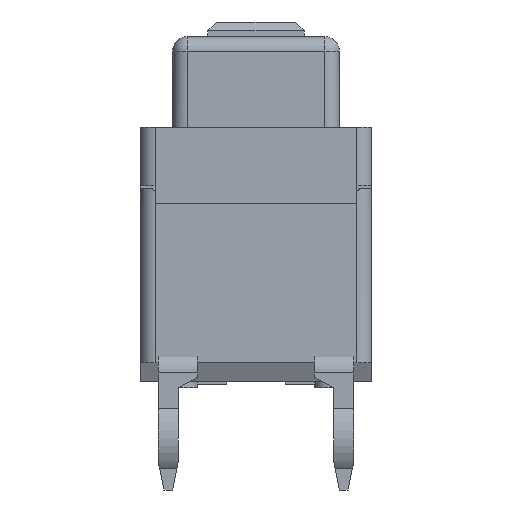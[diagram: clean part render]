
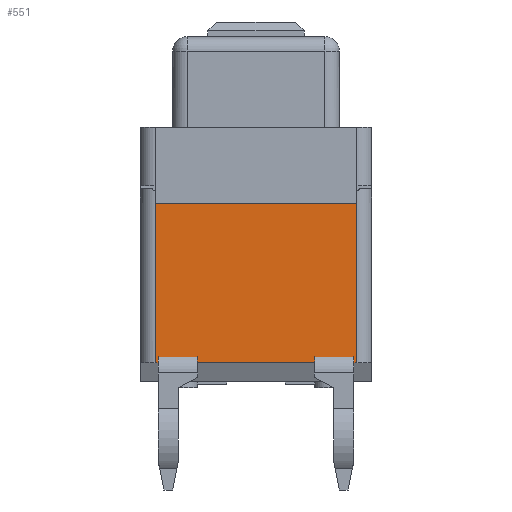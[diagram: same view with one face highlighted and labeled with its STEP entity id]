
A CAD part, left-side view. The second image highlights one B-rep face of the part: STEP entity #551.
In plain terms, the highlighted planar face has unit normal (-1, 0, 0).
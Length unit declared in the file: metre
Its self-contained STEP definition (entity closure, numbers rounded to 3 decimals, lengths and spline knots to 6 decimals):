
#551 = ADVANCED_FACE( '', ( #1350 ), #1351, .F. );
#1350 = FACE_OUTER_BOUND( '', #2423, .T. );
#1351 = PLANE( '', #2424 );
#2423 = EDGE_LOOP( '', ( #4001, #4002, #4003, #4004, #4005, #4006, #4007, #4008, #4009, #4010, #4011, #4012 ) );
#2424 = AXIS2_PLACEMENT_3D( '', #4013, #4014, #4015 );
#4001 = ORIENTED_EDGE( '', *, *, #6881, .F. );
#4002 = ORIENTED_EDGE( '', *, *, #6882, .T. );
#4003 = ORIENTED_EDGE( '', *, *, #6883, .T. );
#4004 = ORIENTED_EDGE( '', *, *, #6884, .F. );
#4005 = ORIENTED_EDGE( '', *, *, #6885, .T. );
#4006 = ORIENTED_EDGE( '', *, *, #6886, .T. );
#4007 = ORIENTED_EDGE( '', *, *, #6887, .T. );
#4008 = ORIENTED_EDGE( '', *, *, #6888, .F. );
#4009 = ORIENTED_EDGE( '', *, *, #6414, .F. );
#4010 = ORIENTED_EDGE( '', *, *, #6889, .T. );
#4011 = ORIENTED_EDGE( '', *, *, #6890, .T. );
#4012 = ORIENTED_EDGE( '', *, *, #6891, .F. );
#4013 = CARTESIAN_POINT( '', ( -0.0039, 0.00395, 0.006259 ) );
#4014 = DIRECTION( '', ( 1., 0., 0. ) );
#4015 = DIRECTION( '', ( 0., 0., 1. ) );
#6414 = EDGE_CURVE( '', #7680, #7682, #7683, .T. );
#6881 = EDGE_CURVE( '', #8495, #8496, #8497, .T. );
#6882 = EDGE_CURVE( '', #8495, #8498, #8499, .T. );
#6883 = EDGE_CURVE( '', #8498, #8500, #8501, .T. );
#6884 = EDGE_CURVE( '', #8502, #8500, #8503, .T. );
#6885 = EDGE_CURVE( '', #8502, #8504, #8505, .T. );
#6886 = EDGE_CURVE( '', #8504, #8506, #8507, .T. );
#6887 = EDGE_CURVE( '', #8506, #8508, #8509, .T. );
#6888 = EDGE_CURVE( '', #7682, #8508, #8510, .T. );
#6889 = EDGE_CURVE( '', #7680, #8511, #8512, .T. );
#6890 = EDGE_CURVE( '', #8511, #8513, #8514, .T. );
#6891 = EDGE_CURVE( '', #8496, #8513, #8515, .T. );
#7680 = VERTEX_POINT( '', #9530 );
#7682 = VERTEX_POINT( '', #9533 );
#7683 = LINE( '', #9534, #9535 );
#8495 = VERTEX_POINT( '', #10689 );
#8496 = VERTEX_POINT( '', #10690 );
#8497 = LINE( '', #10691, #10692 );
#8498 = VERTEX_POINT( '', #10693 );
#8499 = LINE( '', #10694, #10695 );
#8500 = VERTEX_POINT( '', #10696 );
#8501 = LINE( '', #10697, #10698 );
#8502 = VERTEX_POINT( '', #10699 );
#8503 = LINE( '', #10700, #10701 );
#8504 = VERTEX_POINT( '', #10702 );
#8505 = LINE( '', #10703, #10704 );
#8506 = VERTEX_POINT( '', #10705 );
#8507 = LINE( '', #10706, #10707 );
#8508 = VERTEX_POINT( '', #10708 );
#8509 = LINE( '', #10709, #10710 );
#8510 = LINE( '', #10711, #10712 );
#8511 = VERTEX_POINT( '', #10713 );
#8512 = LINE( '', #10714, #10715 );
#8513 = VERTEX_POINT( '', #10716 );
#8514 = LINE( '', #10717, #10718 );
#8515 = LINE( '', #10719, #10720 );
#9530 = CARTESIAN_POINT( '', ( -0.0039, 0.00345, 0.006259 ) );
#9533 = CARTESIAN_POINT( '', ( -0.0039, -0.00345, 0.006259 ) );
#9534 = CARTESIAN_POINT( '', ( -0.0039, 0.00395, 0.006259 ) );
#9535 = VECTOR( '', #12082, 1. );
#10689 = CARTESIAN_POINT( '', ( -0.0039, 0.002, 0.000819 ) );
#10690 = CARTESIAN_POINT( '', ( -0.0039, 0.00335, 0.000819 ) );
#10691 = CARTESIAN_POINT( '', ( -0.0039, 0.00335, 0.000819 ) );
#10692 = VECTOR( '', #12572, 1. );
#10693 = CARTESIAN_POINT( '', ( -0.0039, 0.002, 0.000809 ) );
#10694 = CARTESIAN_POINT( '', ( -0.0039, 0.002, 0.000819 ) );
#10695 = VECTOR( '', #12573, 1. );
#10696 = CARTESIAN_POINT( '', ( -0.0039, -0.002, 0.000809 ) );
#10697 = CARTESIAN_POINT( '', ( -0.0039, 0.00395, 0.000809 ) );
#10698 = VECTOR( '', #12574, 1. );
#10699 = CARTESIAN_POINT( '', ( -0.0039, -0.002, 0.000819 ) );
#10700 = CARTESIAN_POINT( '', ( -0.0039, -0.002, 0.000819 ) );
#10701 = VECTOR( '', #12575, 1. );
#10702 = CARTESIAN_POINT( '', ( -0.0039, -0.00335, 0.000819 ) );
#10703 = CARTESIAN_POINT( '', ( -0.0039, -0.002, 0.000819 ) );
#10704 = VECTOR( '', #12576, 1. );
#10705 = CARTESIAN_POINT( '', ( -0.0039, -0.00335, 0.000809 ) );
#10706 = CARTESIAN_POINT( '', ( -0.0039, -0.00335, 0.000819 ) );
#10707 = VECTOR( '', #12577, 1. );
#10708 = CARTESIAN_POINT( '', ( -0.0039, -0.00345, 0.000809 ) );
#10709 = CARTESIAN_POINT( '', ( -0.0039, 0.00395, 0.000809 ) );
#10710 = VECTOR( '', #12578, 1. );
#10711 = CARTESIAN_POINT( '', ( -0.0039, -0.00345, 0.006259 ) );
#10712 = VECTOR( '', #12579, 1. );
#10713 = CARTESIAN_POINT( '', ( -0.0039, 0.00345, 0.000809 ) );
#10714 = CARTESIAN_POINT( '', ( -0.0039, 0.00345, 0.006259 ) );
#10715 = VECTOR( '', #12580, 1. );
#10716 = CARTESIAN_POINT( '', ( -0.0039, 0.00335, 0.000809 ) );
#10717 = CARTESIAN_POINT( '', ( -0.0039, 0.00395, 0.000809 ) );
#10718 = VECTOR( '', #12581, 1. );
#10719 = CARTESIAN_POINT( '', ( -0.0039, 0.00335, 0.000819 ) );
#10720 = VECTOR( '', #12582, 1. );
#12082 = DIRECTION( '', ( 0., -1., 0. ) );
#12572 = DIRECTION( '', ( 0., 1., 0. ) );
#12573 = DIRECTION( '', ( 0., 0., -1. ) );
#12574 = DIRECTION( '', ( 0., -1., 0. ) );
#12575 = DIRECTION( '', ( 0., 0., -1. ) );
#12576 = DIRECTION( '', ( 0., -1., 0. ) );
#12577 = DIRECTION( '', ( 0., 0., -1. ) );
#12578 = DIRECTION( '', ( 0., -1., 0. ) );
#12579 = DIRECTION( '', ( 0., 0., -1. ) );
#12580 = DIRECTION( '', ( 0., 0., -1. ) );
#12581 = DIRECTION( '', ( 0., -1., 0. ) );
#12582 = DIRECTION( '', ( 0., 0., -1. ) );
